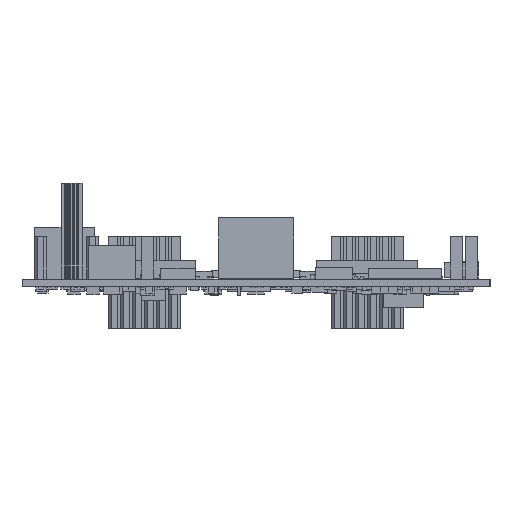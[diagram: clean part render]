
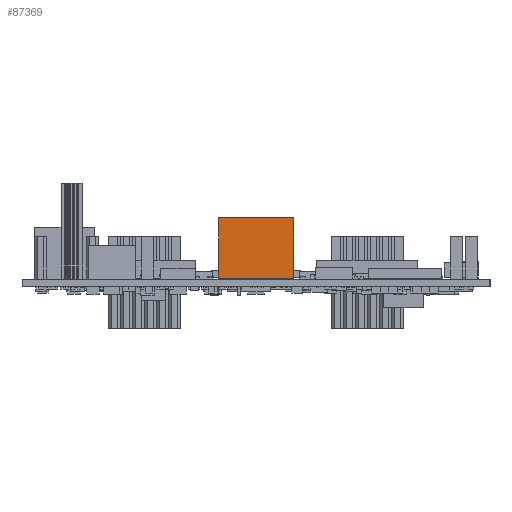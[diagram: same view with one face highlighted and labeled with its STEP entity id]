
A CAD part, left-side view. The second image highlights one B-rep face of the part: STEP entity #87369.
In plain terms, the highlighted planar face has unit normal (-1, 0, 0).
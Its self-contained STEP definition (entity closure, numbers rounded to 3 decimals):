
#22527=VERTEX_POINT('',#121672);
#22528=VERTEX_POINT('',#121673);
#22533=VERTEX_POINT('',#121687);
#22534=VERTEX_POINT('',#121689);
#29875=VECTOR('',#100877,1.);
#29883=VECTOR('',#100887,1.);
#29885=VECTOR('',#100890,1.);
#29886=VECTOR('',#100891,1.);
#39438=LINE('',#121671,#29875);
#39446=LINE('',#121688,#29883);
#39448=LINE('',#121692,#29885);
#39449=LINE('',#121693,#29886);
#49001=EDGE_CURVE('',#22527,#22528,#39438,.T.);
#49009=EDGE_CURVE('',#22534,#22533,#39446,.T.);
#49011=EDGE_CURVE('',#22533,#22528,#39448,.T.);
#49012=EDGE_CURVE('',#22534,#22527,#39449,.T.);
#61190=ORIENTED_EDGE('',*,*,#49009,.T.);
#61191=ORIENTED_EDGE('',*,*,#49011,.T.);
#61192=ORIENTED_EDGE('',*,*,#49001,.F.);
#61193=ORIENTED_EDGE('',*,*,#49012,.F.);
#77323=EDGE_LOOP('',(#61190,#61191,#61192,#61193));
#82346=FACE_BOUND('',#77323,.T.);
#87369=ADVANCED_FACE('',(#82346),#92120,.T.);
#92120=PLANE('',#141146);
#100877=DIRECTION('',(0.,0.,1.));
#100887=DIRECTION('',(0.,0.,1.));
#100889=DIRECTION('',(-1.,0.,0.));
#100890=DIRECTION('',(0.,1.,0.));
#100891=DIRECTION('',(0.,1.,0.));
#121671=CARTESIAN_POINT('',(-3.,57.4,0.1));
#121672=CARTESIAN_POINT('',(-3.,57.4,0.1));
#121673=CARTESIAN_POINT('',(-3.,57.4,13.));
#121687=CARTESIAN_POINT('',(-3.,41.5,13.));
#121688=CARTESIAN_POINT('',(-3.,41.5,0.1));
#121689=CARTESIAN_POINT('',(-3.,41.5,0.1));
#121691=CARTESIAN_POINT('',(-3.,41.5,0.1));
#121692=CARTESIAN_POINT('',(-3.,41.5,13.));
#121693=CARTESIAN_POINT('',(-3.,41.5,0.1));
#141146=AXIS2_PLACEMENT_3D('',#121691,#100889,$);
